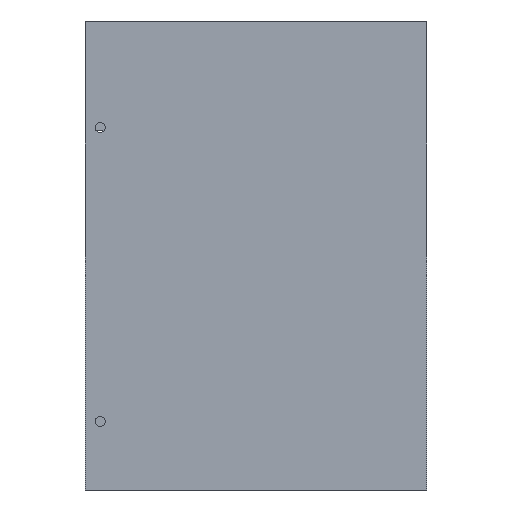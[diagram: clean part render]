
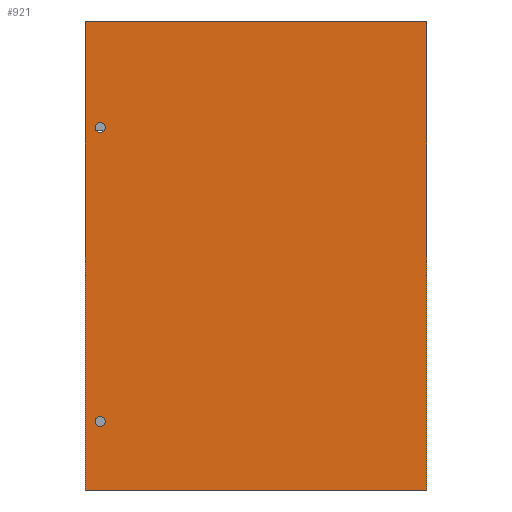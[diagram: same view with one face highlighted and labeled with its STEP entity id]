
A CAD part, front view. The second image highlights one B-rep face of the part: STEP entity #921.
In plain terms, the highlighted planar face has unit normal (0, -1, 0).
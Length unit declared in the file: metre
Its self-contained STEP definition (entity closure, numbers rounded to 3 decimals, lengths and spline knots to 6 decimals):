
#83=LINE('',#1424,#177);
#90=LINE('',#1436,#184);
#91=LINE('',#1442,#185);
#92=LINE('',#1444,#186);
#177=VECTOR('',#1135,1.);
#184=VECTOR('',#1144,1.);
#185=VECTOR('',#1151,1.);
#186=VECTOR('',#1152,1.);
#302=ORIENTED_EDGE('',*,*,#533,.F.);
#303=ORIENTED_EDGE('',*,*,#534,.F.);
#304=ORIENTED_EDGE('',*,*,#535,.T.);
#305=ORIENTED_EDGE('',*,*,#536,.F.);
#306=ORIENTED_EDGE('',*,*,#525,.F.);
#307=ORIENTED_EDGE('',*,*,#532,.T.);
#525=EDGE_CURVE('',#642,#643,#83,.T.);
#532=EDGE_CURVE('',#642,#646,#90,.T.);
#533=EDGE_CURVE('',#647,#647,#684,.F.);
#534=EDGE_CURVE('',#648,#648,#685,.F.);
#535=EDGE_CURVE('',#646,#649,#91,.T.);
#536=EDGE_CURVE('',#643,#649,#92,.T.);
#642=VERTEX_POINT('',#1423);
#643=VERTEX_POINT('',#1425);
#646=VERTEX_POINT('',#1435);
#647=VERTEX_POINT('',#1439);
#648=VERTEX_POINT('',#1441);
#649=VERTEX_POINT('',#1443);
#684=CIRCLE('',#992,0.0015);
#685=CIRCLE('',#993,0.0015);
#717=EDGE_LOOP('',(#302));
#718=EDGE_LOOP('',(#303));
#719=EDGE_LOOP('',(#304,#305,#306,#307));
#809=FACE_BOUND('',#717,.T.);
#810=FACE_BOUND('',#718,.T.);
#811=FACE_BOUND('',#719,.T.);
#888=PLANE('',#991);
#921=ADVANCED_FACE('',(#809,#810,#811),#888,.F.);
#991=AXIS2_PLACEMENT_3D('',#1437,#1145,#1146);
#992=AXIS2_PLACEMENT_3D('',#1438,#1147,#1148);
#993=AXIS2_PLACEMENT_3D('',#1440,#1149,#1150);
#1135=DIRECTION('',(1.,0.,0.));
#1144=DIRECTION('',(0.,0.,-1.));
#1145=DIRECTION('',(0.,1.,0.));
#1146=DIRECTION('',(0.,0.,1.));
#1147=DIRECTION('',(0.,1.,0.));
#1148=DIRECTION('',(0.,0.,1.));
#1149=DIRECTION('',(0.,1.,0.));
#1150=DIRECTION('',(0.,0.,1.));
#1151=DIRECTION('',(1.,0.,0.));
#1152=DIRECTION('',(0.,0.,-1.));
#1423=CARTESIAN_POINT('',(-0.024956,-0.040846,0.14));
#1424=CARTESIAN_POINT('',(0.026131,-0.040846,0.14));
#1425=CARTESIAN_POINT('',(0.077219,-0.040846,0.14));
#1435=CARTESIAN_POINT('',(-0.024956,-0.040846,0.));
#1436=CARTESIAN_POINT('',(-0.024956,-0.040846,0.14));
#1437=CARTESIAN_POINT('',(0.026131,-0.040846,0.14));
#1438=CARTESIAN_POINT('',(-0.020456,-0.040846,0.1084));
#1439=CARTESIAN_POINT('',(-0.020456,-0.040846,0.1099));
#1440=CARTESIAN_POINT('',(-0.020456,-0.040846,0.0205));
#1441=CARTESIAN_POINT('',(-0.020456,-0.040846,0.022));
#1442=CARTESIAN_POINT('',(0.026131,-0.040846,0.));
#1443=CARTESIAN_POINT('',(0.077219,-0.040846,0.));
#1444=CARTESIAN_POINT('',(0.077219,-0.040846,0.14));
